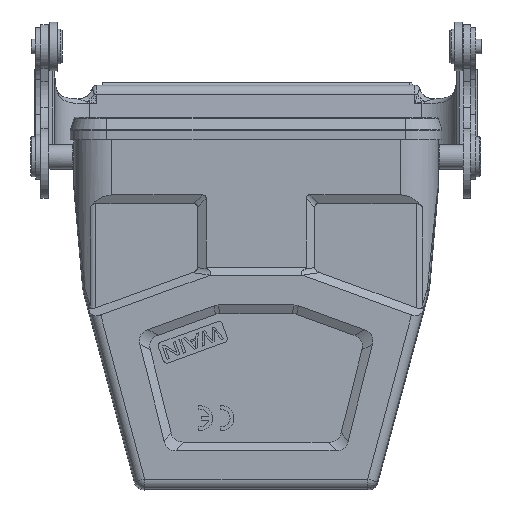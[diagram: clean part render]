
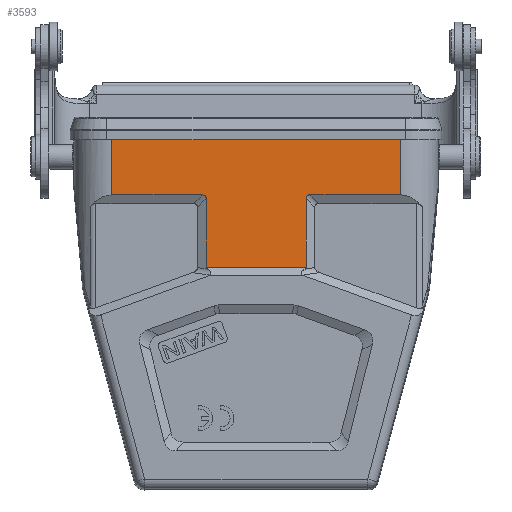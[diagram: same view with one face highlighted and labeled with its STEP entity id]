
A CAD part, front view. The second image highlights one B-rep face of the part: STEP entity #3593.
In plain terms, the highlighted planar face has unit normal (0, -1, 0).
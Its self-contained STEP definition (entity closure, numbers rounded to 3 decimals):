
#2252=FACE_OUTER_BOUND('',#6089,.T.);
#3593=ADVANCED_FACE('',(#2252),#4623,.F.);
#4623=PLANE('',#26008);
#4912=ELLIPSE('',#25293,3.969,1.5);
#4916=ELLIPSE('',#25300,3.969,1.5);
#6089=EDGE_LOOP('',(#14151,#14152,#14153,#14154,#14155,#14156,#14157,#14158,
#14159,#14160));
#7340=LINE('',#37321,#9260);
#7345=LINE('',#37339,#9265);
#7348=LINE('',#37346,#9268);
#7351=LINE('',#37360,#9271);
#7356=LINE('',#37374,#9276);
#7986=LINE('',#40870,#9906);
#7987=LINE('',#40873,#9907);
#7988=LINE('',#40875,#9908);
#9260=VECTOR('',#28961,1.);
#9265=VECTOR('',#28978,1.);
#9268=VECTOR('',#28983,1.);
#9271=VECTOR('',#28998,1.);
#9276=VECTOR('',#29011,1.);
#9906=VECTOR('',#31039,1.);
#9907=VECTOR('',#31044,1.);
#9908=VECTOR('',#31045,1.);
#14151=ORIENTED_EDGE('',*,*,#21980,.F.);
#14152=ORIENTED_EDGE('',*,*,#20935,.F.);
#14153=ORIENTED_EDGE('',*,*,#20940,.F.);
#14154=ORIENTED_EDGE('',*,*,#20942,.F.);
#14155=ORIENTED_EDGE('',*,*,#20949,.T.);
#14156=ORIENTED_EDGE('',*,*,#20932,.F.);
#14157=ORIENTED_EDGE('',*,*,#20928,.F.);
#14158=ORIENTED_EDGE('',*,*,#20923,.F.);
#14159=ORIENTED_EDGE('',*,*,#21978,.F.);
#14160=ORIENTED_EDGE('',*,*,#21981,.T.);
#18358=VERTEX_POINT('',#37322);
#18359=VERTEX_POINT('',#37323);
#18363=VERTEX_POINT('',#37333);
#18365=VERTEX_POINT('',#37340);
#18366=VERTEX_POINT('',#37344);
#18368=VERTEX_POINT('',#37347);
#18371=VERTEX_POINT('',#37355);
#18373=VERTEX_POINT('',#37361);
#19021=VERTEX_POINT('',#40869);
#19022=VERTEX_POINT('',#40874);
#20923=EDGE_CURVE('',#18358,#18359,#7340,.T.);
#20928=EDGE_CURVE('',#18359,#18363,#4912,.T.);
#20932=EDGE_CURVE('',#18363,#18365,#7345,.T.);
#20935=EDGE_CURVE('',#18366,#18368,#7348,.T.);
#20940=EDGE_CURVE('',#18371,#18366,#4916,.T.);
#20942=EDGE_CURVE('',#18373,#18371,#7351,.T.);
#20949=EDGE_CURVE('',#18373,#18365,#7356,.T.);
#21978=EDGE_CURVE('',#19021,#18358,#7986,.T.);
#21980=EDGE_CURVE('',#18368,#19022,#7987,.T.);
#21981=EDGE_CURVE('',#19021,#19022,#7988,.T.);
#25293=AXIS2_PLACEMENT_3D('',#37332,#28970,#28971);
#25300=AXIS2_PLACEMENT_3D('',#37357,#28992,#28993);
#26008=AXIS2_PLACEMENT_3D('',#40876,#31046,#31047);
#28961=DIRECTION('',(-1.,0.,0.));
#28970=DIRECTION('',(0.,-1.,0.));
#28971=DIRECTION('',(-0.707,0.,0.707));
#28978=DIRECTION('',(0.,0.,-1.));
#28983=DIRECTION('',(-1.,0.,0.));
#28992=DIRECTION('',(0.,-1.,0.));
#28993=DIRECTION('',(0.707,0.,0.707));
#28998=DIRECTION('',(0.,0.,1.));
#29011=DIRECTION('',(1.,0.,0.));
#31039=DIRECTION('',(0.,0.,-1.));
#31044=DIRECTION('',(0.,0.,1.));
#31045=DIRECTION('',(-1.,0.,0.));
#31046=DIRECTION('',(0.,1.,0.));
#31047=DIRECTION('',(-1.,0.,0.));
#37321=CARTESIAN_POINT('',(-23.953,-21.5,-13.));
#37322=CARTESIAN_POINT('',(28.878,-21.5,-13.));
#37323=CARTESIAN_POINT('',(10.75,-21.5,-13.));
#37332=CARTESIAN_POINT('',(13.,-21.5,-16.));
#37333=CARTESIAN_POINT('',(10.,-21.5,-13.75));
#37339=CARTESIAN_POINT('',(10.,-21.5,-21.094));
#37340=CARTESIAN_POINT('',(10.,-21.5,-27.456));
#37344=CARTESIAN_POINT('',(-10.75,-21.5,-13.));
#37346=CARTESIAN_POINT('',(-23.953,-21.5,-13.));
#37347=CARTESIAN_POINT('',(-28.878,-21.5,-13.));
#37355=CARTESIAN_POINT('',(-10.,-21.5,-13.75));
#37357=CARTESIAN_POINT('',(-13.,-21.5,-16.));
#37360=CARTESIAN_POINT('',(-10.,-21.5,-21.094));
#37361=CARTESIAN_POINT('',(-10.,-21.5,-27.456));
#37374=CARTESIAN_POINT('',(0.,-21.5,-27.456));
#40869=CARTESIAN_POINT('',(28.878,-21.5,-2.));
#40870=CARTESIAN_POINT('',(28.878,-21.5,0.));
#40873=CARTESIAN_POINT('',(-28.878,-21.5,-11.));
#40874=CARTESIAN_POINT('',(-28.878,-21.5,-2.));
#40875=CARTESIAN_POINT('',(0.,-21.5,-2.));
#40876=CARTESIAN_POINT('',(0.,-21.5,0.));
